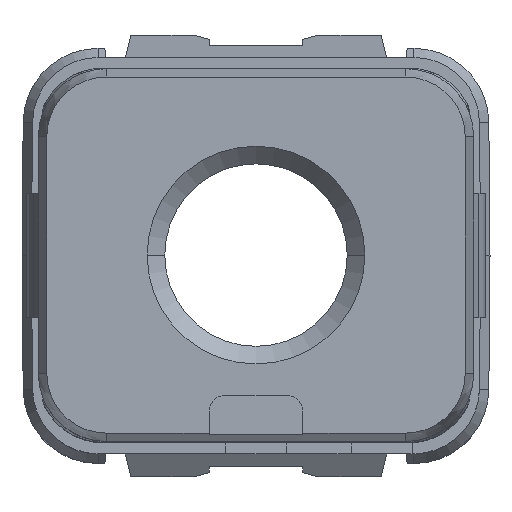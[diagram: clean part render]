
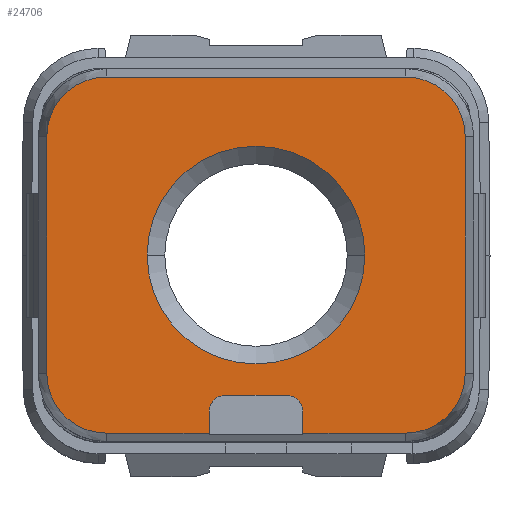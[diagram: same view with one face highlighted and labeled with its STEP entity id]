
A CAD part, top view. The second image highlights one B-rep face of the part: STEP entity #24706.
In plain terms, the highlighted planar face has unit normal (0, 0, 1).
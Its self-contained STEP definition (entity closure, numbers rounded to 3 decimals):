
#2033=DIRECTION('',(0.,1.,0.));
#2034=VECTOR('',#2033,0.707);
#2035=CARTESIAN_POINT('',(1.5,-5.707,9.6));
#2036=LINE('',#2035,#2034);
#2037=DIRECTION('',(-1.,0.,0.));
#2038=VECTOR('',#2037,2.);
#2039=CARTESIAN_POINT('',(1.,-4.5,9.6));
#2040=LINE('',#2039,#2038);
#2041=DIRECTION('',(0.,1.,0.));
#2042=VECTOR('',#2041,0.707);
#2043=CARTESIAN_POINT('',(-1.5,-5.707,9.6));
#2044=LINE('',#2043,#2042);
#2045=DIRECTION('',(1.,0.,0.));
#2046=VECTOR('',#2045,3.295);
#2047=CARTESIAN_POINT('',(-4.795,-5.707,
9.6));
#2048=LINE('',#2047,#2046);
#2049=CARTESIAN_POINT('',(-4.795,-3.795,9.6));
#2050=DIRECTION('',(0.,0.,1.));
#2051=DIRECTION('',(-1.,0.,0.));
#2052=AXIS2_PLACEMENT_3D('',#2049,#2050,#2051);
#2054=DIRECTION('',(0.,-1.,0.));
#2055=VECTOR('',#2054,7.59);
#2056=CARTESIAN_POINT('',(-6.707,3.795,9.6));
#2057=LINE('',#2056,#2055);
#2058=CARTESIAN_POINT('',(-4.795,3.795,9.6));
#2059=DIRECTION('',(0.,0.,1.));
#2060=DIRECTION('',(0.,1.,0.));
#2061=AXIS2_PLACEMENT_3D('',#2058,#2059,#2060);
#2063=DIRECTION('',(-1.,0.,0.));
#2064=VECTOR('',#2063,9.59);
#2065=CARTESIAN_POINT('',(4.795,5.707,9.6));
#2066=LINE('',#2065,#2064);
#2067=CARTESIAN_POINT('',(4.795,3.795,9.6));
#2068=DIRECTION('',(0.,0.,1.));
#2069=DIRECTION('',(1.,0.,0.));
#2070=AXIS2_PLACEMENT_3D('',#2067,#2068,#2069);
#2072=DIRECTION('',(0.,1.,0.));
#2073=VECTOR('',#2072,7.59);
#2074=CARTESIAN_POINT('',(6.707,-3.795,9.6));
#2075=LINE('',#2074,#2073);
#2076=CARTESIAN_POINT('',(4.795,-3.795,9.6));
#2077=DIRECTION('',(0.,0.,1.));
#2078=DIRECTION('',(0.,-1.,0.));
#2079=AXIS2_PLACEMENT_3D('',#2076,#2077,#2078);
#2081=DIRECTION('',(1.,0.,0.));
#2082=VECTOR('',#2081,3.295);
#2083=CARTESIAN_POINT('',(1.5,-5.707,9.6));
#2084=LINE('',#2083,#2082);
#2085=CARTESIAN_POINT('',(0.,0.,9.6));
#2086=DIRECTION('',(0.,0.,1.));
#2087=DIRECTION('',(-1.,0.,0.));
#2088=AXIS2_PLACEMENT_3D('',#2085,#2086,#2087);
#2090=CARTESIAN_POINT('',(0.,0.,9.6));
#2091=DIRECTION('',(0.,0.,1.));
#2092=DIRECTION('',(1.,0.,0.));
#2093=AXIS2_PLACEMENT_3D('',#2090,#2091,#2092);
#2099=CARTESIAN_POINT('',(1.,-5.,9.6));
#2100=DIRECTION('',(0.,0.,-1.));
#2101=DIRECTION('',(0.,1.,0.));
#2102=AXIS2_PLACEMENT_3D('',#2099,#2100,#2101);
#2126=CARTESIAN_POINT('',(-1.,-5.,9.6));
#2127=DIRECTION('',(0.,0.,-1.));
#2128=DIRECTION('',(-1.,0.,0.));
#2129=AXIS2_PLACEMENT_3D('',#2126,#2127,#2128);
#19600=CARTESIAN_POINT('',(-4.795,5.707,9.6));
#19601=CARTESIAN_POINT('',(-6.707,3.795,9.6));
#19602=VERTEX_POINT('',#19600);
#19603=VERTEX_POINT('',#19601);
#19608=CARTESIAN_POINT('',(-6.707,-3.795,
9.6));
#19609=VERTEX_POINT('',#19608);
#19612=CARTESIAN_POINT('',(-4.795,-5.707,9.6));
#19613=VERTEX_POINT('',#19612);
#19618=CARTESIAN_POINT('',(4.795,-5.707,9.6));
#19619=CARTESIAN_POINT('',(6.707,-3.795,9.6));
#19620=VERTEX_POINT('',#19618);
#19621=VERTEX_POINT('',#19619);
#19624=CARTESIAN_POINT('',(6.707,3.795,9.6));
#19625=VERTEX_POINT('',#19624);
#19628=CARTESIAN_POINT('',(4.795,5.707,9.6));
#19629=VERTEX_POINT('',#19628);
#19729=CARTESIAN_POINT('',(-3.49,0.,9.6));
#19730=CARTESIAN_POINT('',(3.49,0.,9.6));
#19731=VERTEX_POINT('',#19729);
#19732=VERTEX_POINT('',#19730);
#19739=CARTESIAN_POINT('',(-1.5,-5.707,9.6));
#19740=VERTEX_POINT('',#19739);
#19741=CARTESIAN_POINT('',(1.5,-5.707,9.6));
#19742=VERTEX_POINT('',#19741);
#19747=CARTESIAN_POINT('',(-1.5,-5.,9.6));
#19748=VERTEX_POINT('',#19747);
#19749=CARTESIAN_POINT('',(-1.,-4.5,9.6));
#19750=VERTEX_POINT('',#19749);
#19755=CARTESIAN_POINT('',(1.,-4.5,9.6));
#19756=VERTEX_POINT('',#19755);
#19757=CARTESIAN_POINT('',(1.5,-5.,9.6));
#19758=VERTEX_POINT('',#19757);
#24666=CARTESIAN_POINT('',(0.,0.,9.6));
#24667=DIRECTION('',(0.,0.,1.));
#24668=DIRECTION('',(1.,0.,0.));
#24669=AXIS2_PLACEMENT_3D('',#24666,#24667,#24668);
#24670=PLANE('',#24669);
#24672=ORIENTED_EDGE('',*,*,#24671,.T.);
#24674=ORIENTED_EDGE('',*,*,#24673,.F.);
#24676=ORIENTED_EDGE('',*,*,#24675,.T.);
#24678=ORIENTED_EDGE('',*,*,#24677,.F.);
#24680=ORIENTED_EDGE('',*,*,#24679,.F.);
#24682=ORIENTED_EDGE('',*,*,#24681,.F.);
#24684=ORIENTED_EDGE('',*,*,#24683,.F.);
#24686=ORIENTED_EDGE('',*,*,#24685,.F.);
#24688=ORIENTED_EDGE('',*,*,#24687,.F.);
#24690=ORIENTED_EDGE('',*,*,#24689,.F.);
#24691=ORIENTED_EDGE('',*,*,#24656,.F.);
#24693=ORIENTED_EDGE('',*,*,#24692,.F.);
#24695=ORIENTED_EDGE('',*,*,#24694,.F.);
#24697=ORIENTED_EDGE('',*,*,#24696,.F.);
#24698=EDGE_LOOP('',(#24672,#24674,#24676,#24678,#24680,#24682,#24684,#24686,
#24688,#24690,#24691,#24693,#24695,#24697));
#24699=FACE_OUTER_BOUND('',#24698,.F.);
#24701=ORIENTED_EDGE('',*,*,#24700,.T.);
#24703=ORIENTED_EDGE('',*,*,#24702,.T.);
#24704=EDGE_LOOP('',(#24701,#24703));
#24705=FACE_BOUND('',#24704,.F.);
#24706=ADVANCED_FACE('',(#24699,#24705),#24670,.T.);
#2053=CIRCLE('',#2052,1.912);
#2062=CIRCLE('',#2061,1.912);
#2071=CIRCLE('',#2070,1.912);
#2080=CIRCLE('',#2079,1.912);
#2089=CIRCLE('',#2088,3.49);
#2094=CIRCLE('',#2093,3.49);
#2103=CIRCLE('',#2102,0.5);
#2130=CIRCLE('',#2129,0.5);
#24656=EDGE_CURVE('',#19625,#19629,#2071,.T.);
#24671=EDGE_CURVE('',#19742,#19758,#2036,.T.);
#24673=EDGE_CURVE('',#19756,#19758,#2103,.T.);
#24675=EDGE_CURVE('',#19756,#19750,#2040,.T.);
#24677=EDGE_CURVE('',#19748,#19750,#2130,.T.);
#24679=EDGE_CURVE('',#19740,#19748,#2044,.T.);
#24681=EDGE_CURVE('',#19613,#19740,#2048,.T.);
#24683=EDGE_CURVE('',#19609,#19613,#2053,.T.);
#24685=EDGE_CURVE('',#19603,#19609,#2057,.T.);
#24687=EDGE_CURVE('',#19602,#19603,#2062,.T.);
#24689=EDGE_CURVE('',#19629,#19602,#2066,.T.);
#24692=EDGE_CURVE('',#19621,#19625,#2075,.T.);
#24694=EDGE_CURVE('',#19620,#19621,#2080,.T.);
#24696=EDGE_CURVE('',#19742,#19620,#2084,.T.);
#24700=EDGE_CURVE('',#19731,#19732,#2089,.T.);
#24702=EDGE_CURVE('',#19732,#19731,#2094,.T.);
